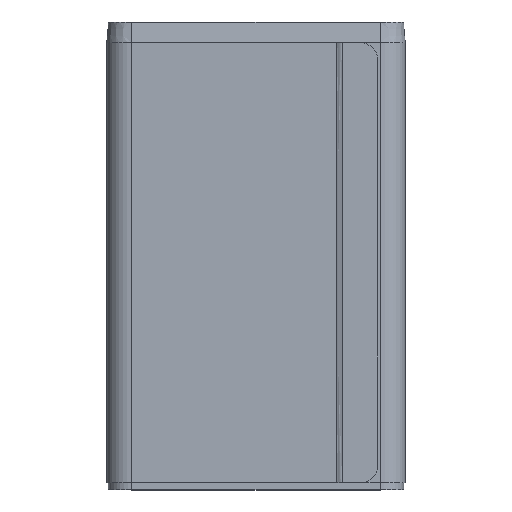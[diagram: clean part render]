
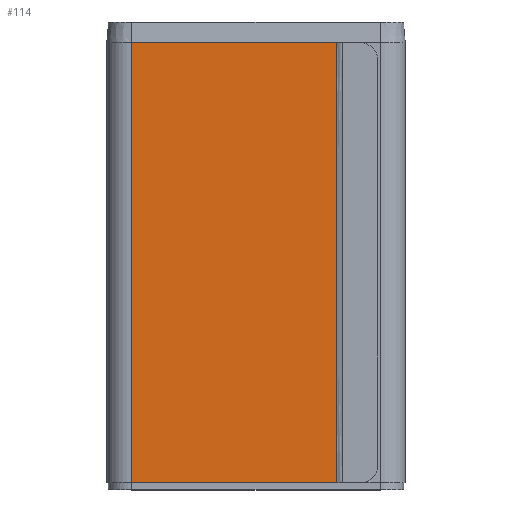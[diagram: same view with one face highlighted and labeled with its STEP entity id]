
A CAD part, top view. The second image highlights one B-rep face of the part: STEP entity #114.
In plain terms, the highlighted planar face has unit normal (0, 0, 1).
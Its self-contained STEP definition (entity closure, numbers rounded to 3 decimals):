
#114=ADVANCED_FACE('',(#248),#189,.T.);
#189=PLANE('',#1553);
#248=FACE_OUTER_BOUND('',#321,.T.);
#321=EDGE_LOOP('',(#523,#524,#525,#526));
#523=ORIENTED_EDGE('',*,*,#1066,.F.);
#524=ORIENTED_EDGE('',*,*,#1049,.T.);
#525=ORIENTED_EDGE('',*,*,#1067,.F.);
#526=ORIENTED_EDGE('',*,*,#1031,.T.);
#888=VERTEX_POINT('',#2092);
#889=VERTEX_POINT('',#2094);
#904=VERTEX_POINT('',#2139);
#905=VERTEX_POINT('',#2141);
#1031=EDGE_CURVE('',#889,#888,#1235,.T.);
#1049=EDGE_CURVE('',#905,#904,#1246,.T.);
#1066=EDGE_CURVE('',#905,#888,#1257,.T.);
#1067=EDGE_CURVE('',#889,#904,#1258,.T.);
#1235=LINE('',#2093,#1385);
#1246=LINE('',#2140,#1396);
#1257=LINE('',#2171,#1407);
#1258=LINE('',#2173,#1408);
#1385=VECTOR('',#1674,1.);
#1396=VECTOR('',#1697,1.);
#1407=VECTOR('',#1732,1.);
#1408=VECTOR('',#1735,1.);
#1553=AXIS2_PLACEMENT_3D('',#2174,#1736,#1737);
#1674=DIRECTION('',(-1.,0.,0.));
#1697=DIRECTION('',(1.,0.,0.));
#1732=DIRECTION('',(0.,1.,0.));
#1735=DIRECTION('',(0.,-1.,0.));
#1736=DIRECTION('',(0.,0.,1.));
#1737=DIRECTION('',(-1.,0.,0.));
#2092=CARTESIAN_POINT('',(-14.125,24.225,2.85));
#2093=CARTESIAN_POINT('',(-14.125,24.225,2.85));
#2094=CARTESIAN_POINT('',(9.175,24.225,2.85));
#2139=CARTESIAN_POINT('',(9.175,-25.775,2.85));
#2140=CARTESIAN_POINT('',(9.175,-25.775,2.85));
#2141=CARTESIAN_POINT('',(-14.125,-25.775,2.85));
#2171=CARTESIAN_POINT('',(-14.125,24.225,2.85));
#2173=CARTESIAN_POINT('',(9.175,-25.775,2.85));
#2174=CARTESIAN_POINT('',(-14.125,24.225,2.85));
